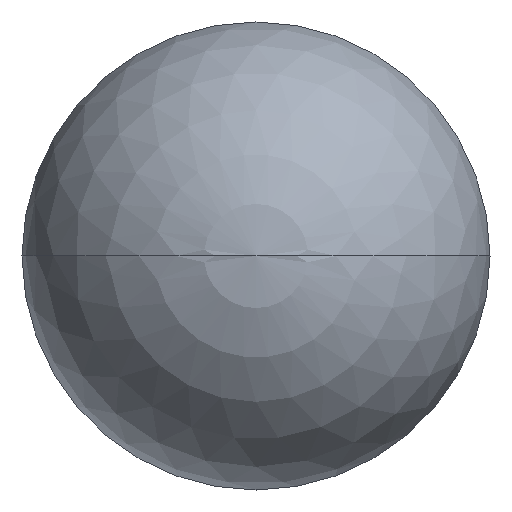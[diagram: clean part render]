
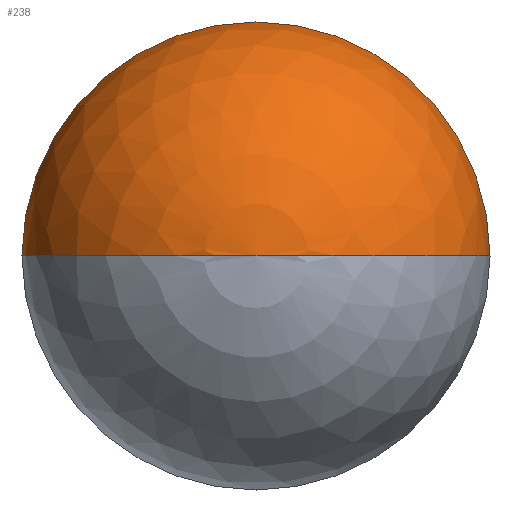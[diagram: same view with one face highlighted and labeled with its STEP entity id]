
A CAD part, left-side view. The second image highlights one B-rep face of the part: STEP entity #238.
In plain terms, the highlighted spherical face has radius 2.5 mm.
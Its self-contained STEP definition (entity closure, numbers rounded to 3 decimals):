
#166=VERTEX_POINT('',#402);
#238=ADVANCED_FACE('',(#482),#483,.T.);
#282=EDGE_CURVE('',#290,#340,#533,.T.);
#288=EDGE_CURVE('',#166,#290,#540,.T.);
#290=VERTEX_POINT('',#542);
#326=EDGE_CURVE('',#340,#166,#583,.T.);
#340=VERTEX_POINT('',#598);
#402=CARTESIAN_POINT('',(2.5,-2.5,0.));
#482=FACE_OUTER_BOUND('',#753,.T.);
#483=SPHERICAL_SURFACE('',#754,2.5);
#533=CIRCLE('',#817,2.5);
#540=CIRCLE('',#827,2.5);
#542=CARTESIAN_POINT('',(0.,0.,0.));
#583=CIRCLE('',#877,2.5);
#598=CARTESIAN_POINT('',(2.5,2.5,0.));
#753=EDGE_LOOP('',(#1053,#1054,#1055));
#754=AXIS2_PLACEMENT_3D('',#1056,#1057,#1058);
#817=AXIS2_PLACEMENT_3D('',#1132,#1133,#1134);
#827=AXIS2_PLACEMENT_3D('',#1144,#1145,#1146);
#877=AXIS2_PLACEMENT_3D('',#1197,#1198,#1199);
#1053=ORIENTED_EDGE('',*,*,#282,.F.);
#1054=ORIENTED_EDGE('',*,*,#288,.F.);
#1055=ORIENTED_EDGE('',*,*,#326,.F.);
#1056=CARTESIAN_POINT('',(2.5,0.,0.));
#1057=DIRECTION('',(1.0,0.,0.));
#1058=DIRECTION('',(0.,1.0,0.));
#1132=CARTESIAN_POINT('',(2.5,0.,0.));
#1133=DIRECTION('',(0.,0.,-1.0));
#1134=DIRECTION('',(0.0,-1.0,0.));
#1144=CARTESIAN_POINT('',(2.5,0.,0.));
#1145=DIRECTION('',(0.,0.,-1.0));
#1146=DIRECTION('',(0.0,-1.0,0.));
#1197=CARTESIAN_POINT('',(2.5,0.,0.));
#1198=DIRECTION('',(1.0,0.,0.));
#1199=DIRECTION('',(0.,1.0,0.));
